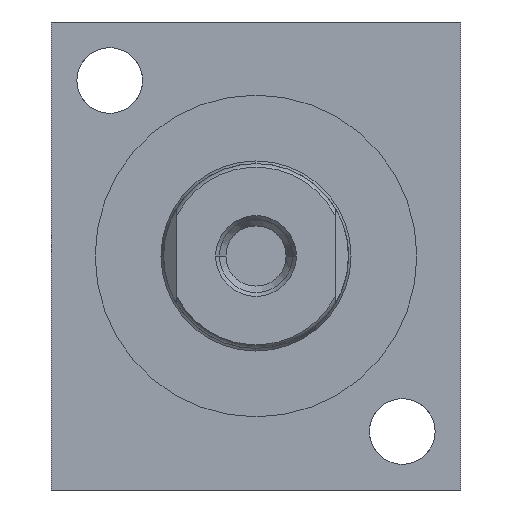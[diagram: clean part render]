
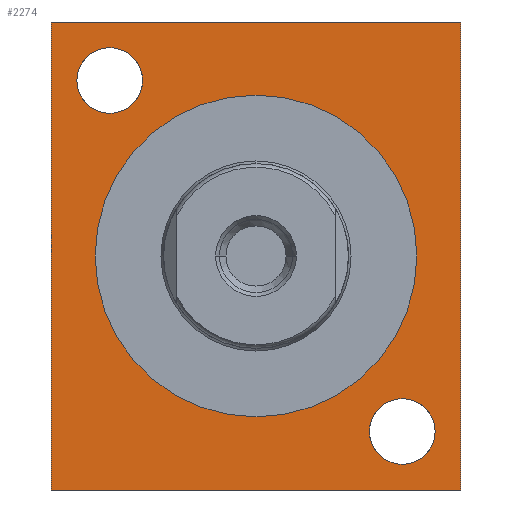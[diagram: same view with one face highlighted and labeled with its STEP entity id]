
A CAD part, left-side view. The second image highlights one B-rep face of the part: STEP entity #2274.
In plain terms, the highlighted planar face has unit normal (-1, 0, 0).
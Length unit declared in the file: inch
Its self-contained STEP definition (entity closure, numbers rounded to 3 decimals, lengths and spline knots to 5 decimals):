
#22=DIRECTION('',(0.,-1.,0.));
#23=VECTOR('',#22,1.75);
#24=CARTESIAN_POINT('',(0.,0.875,1.));
#25=LINE('',#24,#23);
#30=DIRECTION('',(0.,0.,-1.));
#31=VECTOR('',#30,2.);
#32=CARTESIAN_POINT('',(0.,-0.875,1.));
#33=LINE('',#32,#31);
#37=DIRECTION('',(0.,1.,0.));
#38=VECTOR('',#37,1.75);
#39=CARTESIAN_POINT('',(0.,-0.875,-1.));
#40=LINE('',#39,#38);
#44=DIRECTION('',(0.,0.,1.));
#45=VECTOR('',#44,2.);
#46=CARTESIAN_POINT('',(0.,0.875,-1.));
#47=LINE('',#46,#45);
#51=CARTESIAN_POINT('',(0.,0.625,0.75));
#52=DIRECTION('',(1.,0.,0.));
#53=DIRECTION('',(0.,1.,0.));
#54=AXIS2_PLACEMENT_3D('',#51,#52,#53);
#59=CARTESIAN_POINT('',(0.,0.625,0.75));
#60=DIRECTION('',(1.,0.,0.));
#61=DIRECTION('',(0.,-1.,0.));
#62=AXIS2_PLACEMENT_3D('',#59,#60,#61);
#67=CARTESIAN_POINT('',(0.,-0.625,-0.75));
#68=DIRECTION('',(1.,0.,0.));
#69=DIRECTION('',(0.,1.,0.));
#70=AXIS2_PLACEMENT_3D('',#67,#68,#69);
#75=CARTESIAN_POINT('',(0.,-0.625,-0.75));
#76=DIRECTION('',(1.,0.,0.));
#77=DIRECTION('',(0.,-1.,0.));
#78=AXIS2_PLACEMENT_3D('',#75,#76,#77);
#83=CARTESIAN_POINT('',(0.,0.,0.));
#84=DIRECTION('',(-1.,0.,0.));
#85=DIRECTION('',(0.,1.,0.));
#86=AXIS2_PLACEMENT_3D('',#83,#84,#85);
#91=CARTESIAN_POINT('',(0.,0.,0.));
#92=DIRECTION('',(-1.,0.,0.));
#93=DIRECTION('',(0.,-1.,0.));
#94=AXIS2_PLACEMENT_3D('',#91,#92,#93);
#1947=CARTESIAN_POINT('',(0.,0.875,1.));
#1948=CARTESIAN_POINT('',(0.,-0.875,1.));
#1949=VERTEX_POINT('',#1947);
#1950=VERTEX_POINT('',#1948);
#1951=CARTESIAN_POINT('',(0.,-0.875,-1.));
#1952=VERTEX_POINT('',#1951);
#1953=CARTESIAN_POINT('',(0.,0.875,-1.));
#1954=VERTEX_POINT('',#1953);
#1963=CARTESIAN_POINT('',(0.,0.7655,0.75));
#1964=CARTESIAN_POINT('',(0.,0.4845,0.75));
#1965=VERTEX_POINT('',#1963);
#1966=VERTEX_POINT('',#1964);
#2047=CARTESIAN_POINT('',(0.,-0.4845,-0.75));
#2048=CARTESIAN_POINT('',(0.,-0.7655,-0.75));
#2049=VERTEX_POINT('',#2047);
#2050=VERTEX_POINT('',#2048);
#2059=CARTESIAN_POINT('',(0.,0.6875,0.));
#2060=CARTESIAN_POINT('',(0.,-0.6875,0.));
#2061=VERTEX_POINT('',#2059);
#2062=VERTEX_POINT('',#2060);
#2241=CARTESIAN_POINT('',(0.,0.,0.));
#2242=DIRECTION('',(1.,0.,0.));
#2243=DIRECTION('',(0.,0.,-1.));
#2244=AXIS2_PLACEMENT_3D('',#2241,#2242,#2243);
#2245=PLANE('',#2244);
#2247=ORIENTED_EDGE('',*,*,#2246,.T.);
#2249=ORIENTED_EDGE('',*,*,#2248,.T.);
#2251=ORIENTED_EDGE('',*,*,#2250,.T.);
#2253=ORIENTED_EDGE('',*,*,#2252,.T.);
#2254=EDGE_LOOP('',(#2247,#2249,#2251,#2253));
#2255=FACE_OUTER_BOUND('',#2254,.F.);
#2257=ORIENTED_EDGE('',*,*,#2256,.F.);
#2259=ORIENTED_EDGE('',*,*,#2258,.F.);
#2260=EDGE_LOOP('',(#2257,#2259));
#2261=FACE_BOUND('',#2260,.F.);
#2263=ORIENTED_EDGE('',*,*,#2262,.F.);
#2265=ORIENTED_EDGE('',*,*,#2264,.F.);
#2266=EDGE_LOOP('',(#2263,#2265));
#2267=FACE_BOUND('',#2266,.F.);
#2269=ORIENTED_EDGE('',*,*,#2268,.T.);
#2271=ORIENTED_EDGE('',*,*,#2270,.T.);
#2272=EDGE_LOOP('',(#2269,#2271));
#2273=FACE_BOUND('',#2272,.F.);
#55=CIRCLE('',#54,0.1405);
#63=CIRCLE('',#62,0.1405);
#71=CIRCLE('',#70,0.1405);
#79=CIRCLE('',#78,0.1405);
#87=CIRCLE('',#86,0.6875);
#95=CIRCLE('',#94,0.6875);
#2246=EDGE_CURVE('',#1949,#1950,#25,.T.);
#2248=EDGE_CURVE('',#1950,#1952,#33,.T.);
#2250=EDGE_CURVE('',#1952,#1954,#40,.T.);
#2252=EDGE_CURVE('',#1954,#1949,#47,.T.);
#2256=EDGE_CURVE('',#1965,#1966,#55,.T.);
#2258=EDGE_CURVE('',#1966,#1965,#63,.T.);
#2262=EDGE_CURVE('',#2049,#2050,#71,.T.);
#2264=EDGE_CURVE('',#2050,#2049,#79,.T.);
#2268=EDGE_CURVE('',#2061,#2062,#87,.T.);
#2270=EDGE_CURVE('',#2062,#2061,#95,.T.);
#2274=ADVANCED_FACE('',(#2255,#2261,#2267,#2273),#2245,.F.);
